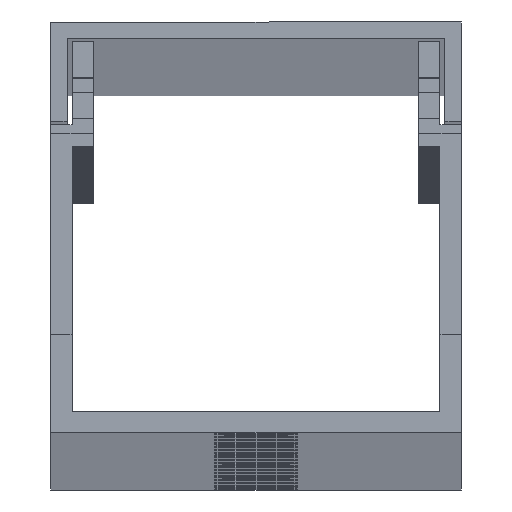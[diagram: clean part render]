
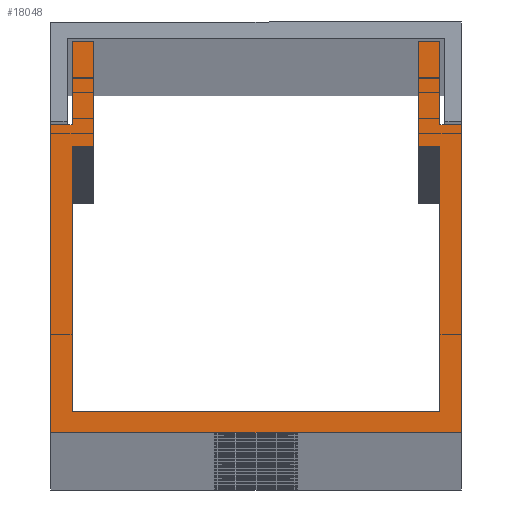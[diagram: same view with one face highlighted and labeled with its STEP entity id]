
A CAD part, top view. The second image highlights one B-rep face of the part: STEP entity #18048.
In plain terms, the highlighted planar face has unit normal (0, 0, 1).
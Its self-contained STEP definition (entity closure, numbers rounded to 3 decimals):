
#23 = ORIENTED_EDGE ( 'NONE', *, *, #105859, .T. ) ;
#107 = CARTESIAN_POINT ( 'NONE',  ( -11.2, 23.8, 1000. ) ) ;
#2337 = DIRECTION ( 'NONE',  ( -1., 0., 0. ) ) ;
#5369 = CARTESIAN_POINT ( 'NONE',  ( -9.9, 23.8, 1000. ) ) ;
#6133 = CARTESIAN_POINT ( 'NONE',  ( -11.2, 17.45, 1000. ) ) ;
#6310 = ORIENTED_EDGE ( 'NONE', *, *, #18091, .T. ) ;
#9363 = VECTOR ( 'NONE', #22354, 1000. ) ;
#11563 = VERTEX_POINT ( 'NONE', #14570 ) ;
#14006 = DIRECTION ( 'NONE',  ( 0., -1., 0. ) ) ;
#14570 = CARTESIAN_POINT ( 'NONE',  ( -12.5, 0., 1000. ) ) ;
#17500 = CARTESIAN_POINT ( 'NONE',  ( -11.2, 18.75, 1000. ) ) ;
#17592 = CARTESIAN_POINT ( 'NONE',  ( -9.9, 17.45, 1000. ) ) ;
#18048 = ADVANCED_FACE ( 'NONE', ( #137272 ), #135862, .T. ) ;
#18091 = EDGE_CURVE ( 'NONE', #207668, #18195, #211103, .T. ) ;
#18195 = VERTEX_POINT ( 'NONE', #73695 ) ;
#20209 = EDGE_CURVE ( 'NONE', #11563, #207668, #45312, .T. ) ;
#21843 = DIRECTION ( 'NONE',  ( 1., 0., 0. ) ) ;
#22354 = DIRECTION ( 'NONE',  ( 0., 1., 0. ) ) ;
#26001 = CARTESIAN_POINT ( 'NONE',  ( -11.2, 1.3, 1000. ) ) ;
#27822 = AXIS2_PLACEMENT_3D ( 'NONE', #17500, #34519, #152798 ) ;
#30020 = EDGE_CURVE ( 'NONE', #132774, #211957, #195010, .T. ) ;
#32494 = CARTESIAN_POINT ( 'NONE',  ( 9.9, 23.8, 1000. ) ) ;
#34519 = DIRECTION ( 'NONE',  ( 0., 0., 1. ) ) ;
#34593 = ORIENTED_EDGE ( 'NONE', *, *, #58547, .T. ) ;
#35115 = VECTOR ( 'NONE', #125901, 1000. ) ;
#35894 = EDGE_CURVE ( 'NONE', #55740, #42944, #169983, .T. ) ;
#39720 = VERTEX_POINT ( 'NONE', #156314 ) ;
#42944 = VERTEX_POINT ( 'NONE', #174177 ) ;
#44042 = CARTESIAN_POINT ( 'NONE',  ( 9.9, 17.45, 1000. ) ) ;
#44049 = DIRECTION ( 'NONE',  ( 0., -1., 0. ) ) ;
#45154 = LINE ( 'NONE', #17592, #174805 ) ;
#45312 = LINE ( 'NONE', #140130, #135355 ) ;
#54013 = VERTEX_POINT ( 'NONE', #58119 ) ;
#55740 = VERTEX_POINT ( 'NONE', #203516 ) ;
#58119 = CARTESIAN_POINT ( 'NONE',  ( -11.2, 18.75, 1000. ) ) ;
#58547 = EDGE_CURVE ( 'NONE', #200827, #63482, #45154, .T. ) ;
#63194 = LINE ( 'NONE', #164625, #147830 ) ;
#63482 = VERTEX_POINT ( 'NONE', #89751 ) ;
#65578 = ORIENTED_EDGE ( 'NONE', *, *, #206264, .T. ) ;
#68646 = DIRECTION ( 'NONE',  ( 1., 0., 0. ) ) ;
#70720 = ORIENTED_EDGE ( 'NONE', *, *, #169731, .T. ) ;
#70815 = VECTOR ( 'NONE', #102727, 1000. ) ;
#72404 = EDGE_CURVE ( 'NONE', #211957, #111288, #114492, .T. ) ;
#72659 = VECTOR ( 'NONE', #137270, 1000. ) ;
#73695 = CARTESIAN_POINT ( 'NONE',  ( 12.5, 18.75, 1000. ) ) ;
#75441 = VECTOR ( 'NONE', #137030, 1000. ) ;
#75846 = ORIENTED_EDGE ( 'NONE', *, *, #165001, .T. ) ;
#76095 = VERTEX_POINT ( 'NONE', #26001 ) ;
#76383 = VECTOR ( 'NONE', #154298, 1000. ) ;
#80122 = ORIENTED_EDGE ( 'NONE', *, *, #30020, .T. ) ;
#80876 = VECTOR ( 'NONE', #14006, 1000. ) ;
#81261 = CARTESIAN_POINT ( 'NONE',  ( -12.5, 0., 1000. ) ) ;
#85735 = CARTESIAN_POINT ( 'NONE',  ( 12.5, 18.75, 1000. ) ) ;
#86883 = ORIENTED_EDGE ( 'NONE', *, *, #121074, .T. ) ;
#87367 = VERTEX_POINT ( 'NONE', #165899 ) ;
#89602 = EDGE_CURVE ( 'NONE', #63482, #98997, #189194, .T. ) ;
#89751 = CARTESIAN_POINT ( 'NONE',  ( -9.9, 17.45, 1000. ) ) ;
#94875 = EDGE_LOOP ( 'NONE', ( #75846, #182691, #172339, #6310, #215200, #124721, #204122, #80122, #154367, #70720, #65578, #23, #34593, #215892, #86883, #127636 ) ) ;
#97220 = DIRECTION ( 'NONE',  ( -1., 0., 0. ) ) ;
#97391 = DIRECTION ( 'NONE',  ( 0., -1., 0. ) ) ;
#98997 = VERTEX_POINT ( 'NONE', #116415 ) ;
#99209 = DIRECTION ( 'NONE',  ( 0., -1., 0. ) ) ;
#102727 = DIRECTION ( 'NONE',  ( -1., 0., 0. ) ) ;
#103300 = CARTESIAN_POINT ( 'NONE',  ( 12.5, 0., 1000. ) ) ;
#105859 = EDGE_CURVE ( 'NONE', #76095, #200827, #124285, .T. ) ;
#111288 = VERTEX_POINT ( 'NONE', #218381 ) ;
#112779 = CARTESIAN_POINT ( 'NONE',  ( 9.9, 17.45, 1000. ) ) ;
#114492 = LINE ( 'NONE', #44042, #198970 ) ;
#116415 = CARTESIAN_POINT ( 'NONE',  ( -9.9, 23.8, 1000. ) ) ;
#119041 = VECTOR ( 'NONE', #157274, 1000. ) ;
#120096 = CARTESIAN_POINT ( 'NONE',  ( -12.5, 18.75, 1000. ) ) ;
#120325 = CARTESIAN_POINT ( 'NONE',  ( -11.2, 23.8, 1000. ) ) ;
#120809 = CARTESIAN_POINT ( 'NONE',  ( 12.5, 0., 1000. ) ) ;
#121074 = EDGE_CURVE ( 'NONE', #98997, #195103, #173076, .T. ) ;
#122888 = VECTOR ( 'NONE', #99209, 1000. ) ;
#124285 = LINE ( 'NONE', #191241, #119041 ) ;
#124721 = ORIENTED_EDGE ( 'NONE', *, *, #35894, .T. ) ;
#125692 = LINE ( 'NONE', #120096, #75441 ) ;
#125901 = DIRECTION ( 'NONE',  ( 0., 1., 0. ) ) ;
#127636 = ORIENTED_EDGE ( 'NONE', *, *, #208668, .T. ) ;
#127681 = CARTESIAN_POINT ( 'NONE',  ( 9.9, 23.8, 1000. ) ) ;
#128117 = LINE ( 'NONE', #149433, #122888 ) ;
#132774 = VERTEX_POINT ( 'NONE', #32494 ) ;
#135355 = VECTOR ( 'NONE', #21843, 1000. ) ;
#135862 = PLANE ( 'NONE',  #27822 ) ;
#137030 = DIRECTION ( 'NONE',  ( -1., 0., 0. ) ) ;
#137270 = DIRECTION ( 'NONE',  ( -1., 0., 0. ) ) ;
#137272 = FACE_OUTER_BOUND ( 'NONE', #94875, .T. ) ;
#140130 = CARTESIAN_POINT ( 'NONE',  ( 12.5, 0., 1000. ) ) ;
#147830 = VECTOR ( 'NONE', #97391, 1000. ) ;
#148741 = VECTOR ( 'NONE', #97220, 1000. ) ;
#149433 = CARTESIAN_POINT ( 'NONE',  ( 11.2, 6.245, 1000. ) ) ;
#150126 = VECTOR ( 'NONE', #44049, 1000. ) ;
#152798 = DIRECTION ( 'NONE',  ( 1., 0., 0. ) ) ;
#154298 = DIRECTION ( 'NONE',  ( 0., 1., 0. ) ) ;
#154367 = ORIENTED_EDGE ( 'NONE', *, *, #72404, .T. ) ;
#156314 = CARTESIAN_POINT ( 'NONE',  ( 11.2, 1.3, 1000. ) ) ;
#157274 = DIRECTION ( 'NONE',  ( 0., 1., 0. ) ) ;
#159359 = EDGE_CURVE ( 'NONE', #18195, #55740, #205581, .T. ) ;
#159906 = CARTESIAN_POINT ( 'NONE',  ( 11.2, 18.75, 1000. ) ) ;
#164625 = CARTESIAN_POINT ( 'NONE',  ( -11.2, 18.75, 1000. ) ) ;
#165001 = EDGE_CURVE ( 'NONE', #54013, #87367, #125692, .T. ) ;
#165899 = CARTESIAN_POINT ( 'NONE',  ( -12.5, 18.75, 1000. ) ) ;
#169731 = EDGE_CURVE ( 'NONE', #111288, #39720, #128117, .T. ) ;
#169983 = LINE ( 'NONE', #159906, #35115 ) ;
#170769 = LINE ( 'NONE', #81261, #80876 ) ;
#172339 = ORIENTED_EDGE ( 'NONE', *, *, #20209, .T. ) ;
#173076 = LINE ( 'NONE', #120325, #72659 ) ;
#174177 = CARTESIAN_POINT ( 'NONE',  ( 11.2, 23.8, 1000. ) ) ;
#174805 = VECTOR ( 'NONE', #68646, 1000. ) ;
#179277 = DIRECTION ( 'NONE',  ( 1., 0., 0. ) ) ;
#181410 = CARTESIAN_POINT ( 'NONE',  ( 11.2, 23.8, 1000. ) ) ;
#181553 = EDGE_CURVE ( 'NONE', #87367, #11563, #170769, .T. ) ;
#182691 = ORIENTED_EDGE ( 'NONE', *, *, #181553, .T. ) ;
#185450 = VECTOR ( 'NONE', #2337, 1000. ) ;
#189194 = LINE ( 'NONE', #5369, #9363 ) ;
#190775 = LINE ( 'NONE', #204796, #185450 ) ;
#191241 = CARTESIAN_POINT ( 'NONE',  ( -11.2, 1.3, 1000. ) ) ;
#195010 = LINE ( 'NONE', #127681, #150126 ) ;
#195103 = VERTEX_POINT ( 'NONE', #107 ) ;
#198910 = LINE ( 'NONE', #181410, #148741 ) ;
#198970 = VECTOR ( 'NONE', #179277, 1000. ) ;
#200827 = VERTEX_POINT ( 'NONE', #6133 ) ;
#203516 = CARTESIAN_POINT ( 'NONE',  ( 11.2, 18.75, 1000. ) ) ;
#204122 = ORIENTED_EDGE ( 'NONE', *, *, #211979, .T. ) ;
#204796 = CARTESIAN_POINT ( 'NONE',  ( 11.2, 1.3, 1000. ) ) ;
#205581 = LINE ( 'NONE', #85735, #70815 ) ;
#206264 = EDGE_CURVE ( 'NONE', #39720, #76095, #190775, .T. ) ;
#207668 = VERTEX_POINT ( 'NONE', #120809 ) ;
#208668 = EDGE_CURVE ( 'NONE', #195103, #54013, #63194, .T. ) ;
#211103 = LINE ( 'NONE', #103300, #76383 ) ;
#211957 = VERTEX_POINT ( 'NONE', #112779 ) ;
#211979 = EDGE_CURVE ( 'NONE', #42944, #132774, #198910, .T. ) ;
#215200 = ORIENTED_EDGE ( 'NONE', *, *, #159359, .T. ) ;
#215892 = ORIENTED_EDGE ( 'NONE', *, *, #89602, .T. ) ;
#218381 = CARTESIAN_POINT ( 'NONE',  ( 11.2, 17.45, 1000. ) ) ;
